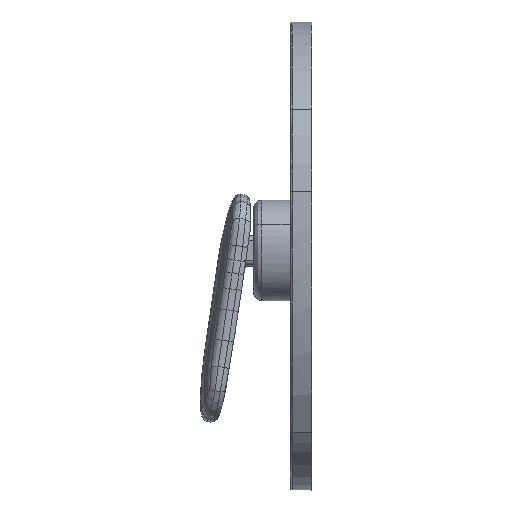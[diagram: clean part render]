
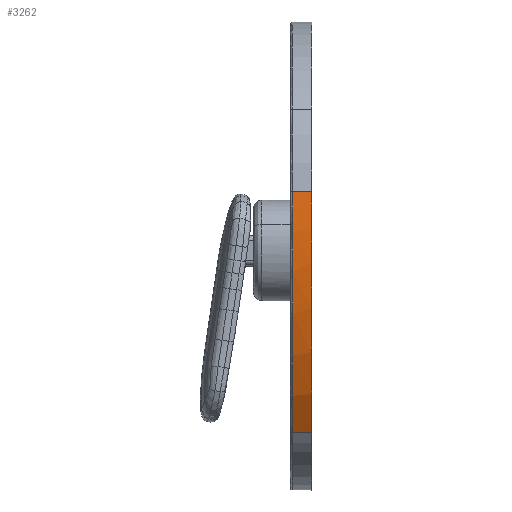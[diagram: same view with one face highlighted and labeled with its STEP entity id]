
A CAD part, front view. The second image highlights one B-rep face of the part: STEP entity #3262.
In plain terms, the highlighted free-form (B-spline) face has degree [3, 1] with [11, 2] control points.
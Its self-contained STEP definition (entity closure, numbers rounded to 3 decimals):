
#75=(
BOUNDED_CURVE()
B_SPLINE_CURVE(3,(#7692,#7693,#7694,#7695,#7696,#7697,#7698,#7699,#7700,
#7701,#7702,#7703,#7704,#7705,#7706,#7707,#7708,#7709,#7710,#7711,#7712),
 .UNSPECIFIED.,.F.,.F.)
B_SPLINE_CURVE_WITH_KNOTS((4,1,1,1,1,1,1,1,1,1,1,1,1,1,1,1,1,1,4),(0.,
0.,0.053,0.115,0.18,0.242,0.298,
0.35,0.401,0.452,0.504,0.555,
0.607,0.659,0.715,0.776,0.843,
0.918,1.),.UNSPECIFIED.)
CURVE()
GEOMETRIC_REPRESENTATION_ITEM()
RATIONAL_B_SPLINE_CURVE((1.172,1.172,1.172,1.172,
1.172,1.172,1.172,1.172,1.172,
1.172,1.172,1.172,1.172,1.172,
1.172,1.172,1.172,1.172,1.172,
1.172,1.172))
REPRESENTATION_ITEM('')
);
#81=B_SPLINE_SURFACE_WITH_KNOTS('',3,1,((#8169,#8170),(#8171,#8172),(#8173,
#8174),(#8175,#8176),(#8177,#8178),(#8179,#8180),(#8181,#8182),(#8183,#8184),
(#8185,#8186),(#8187,#8188),(#8189,#8190)),.UNSPECIFIED.,.F.,.F.,.F.,(4,
1,1,1,1,1,1,1,4),(2,2),(0.,0.01,0.167,0.319,
0.465,0.605,0.739,0.868,1.),(0.,
1.102),.UNSPECIFIED.);
#281=B_SPLINE_CURVE_WITH_KNOTS('',3,(#6218,#6219,#6220,#6221,#6222,#6223,
#6224,#6225,#6226,#6227),.UNSPECIFIED.,.F.,.F.,(4,1,1,1,1,1,1,4),(0.,0.125,
0.256,0.393,0.536,0.685,0.839,
1.),.UNSPECIFIED.);
#298=B_SPLINE_CURVE_WITH_KNOTS('',3,(#8191,#8192,#8193,#8194),
 .UNSPECIFIED.,.F.,.F.,(4,4),(0.,1.),.UNSPECIFIED.);
#709=FACE_OUTER_BOUND('',#958,.T.);
#958=EDGE_LOOP('',(#2333,#2334,#2335,#2336));
#1188=LINE('',#8168,#1253);
#1253=VECTOR('',#3750,9.);
#1399=VERTEX_POINT('',#6209);
#1400=VERTEX_POINT('',#6217);
#1413=VERTEX_POINT('',#7575);
#1414=VERTEX_POINT('',#7691);
#1702=EDGE_CURVE('',#1400,#1399,#281,.T.);
#1720=EDGE_CURVE('',#1413,#1414,#75,.T.);
#1730=EDGE_CURVE('',#1400,#1413,#1188,.T.);
#1731=EDGE_CURVE('',#1399,#1414,#298,.T.);
#2333=ORIENTED_EDGE('',*,*,#1720,.F.);
#2334=ORIENTED_EDGE('',*,*,#1730,.F.);
#2335=ORIENTED_EDGE('',*,*,#1702,.T.);
#2336=ORIENTED_EDGE('',*,*,#1731,.T.);
#3262=ADVANCED_FACE('',(#709),#81,.F.);
#3750=DIRECTION('',(0.,-1.,0.));
#6209=CARTESIAN_POINT('',(87.975,0.,87.41));
#6217=CARTESIAN_POINT('',(60.444,0.,-26.63));
#6218=CARTESIAN_POINT('Ctrl Pts',(60.444,0.,-26.63));
#6219=CARTESIAN_POINT('Ctrl Pts',(63.374,0.,-22.593));
#6220=CARTESIAN_POINT('Ctrl Pts',(68.839,0.,-13.929));
#6221=CARTESIAN_POINT('Ctrl Pts',(75.576,0.,0.261));
#6222=CARTESIAN_POINT('Ctrl Pts',(80.964,0.,15.757));
#6223=CARTESIAN_POINT('Ctrl Pts',(85.215,0.,32.33));
#6224=CARTESIAN_POINT('Ctrl Pts',(87.974,0.,49.939));
#6225=CARTESIAN_POINT('Ctrl Pts',(89.063,0.,68.439));
#6226=CARTESIAN_POINT('Ctrl Pts',(88.55,0.,81.029));
#6227=CARTESIAN_POINT('Ctrl Pts',(87.975,0.,87.41));
#7575=CARTESIAN_POINT('',(60.444,-9.,-26.63));
#7691=CARTESIAN_POINT('',(87.973,-9.,87.432));
#7692=CARTESIAN_POINT('Ctrl Pts',(60.444,-9.,-26.63));
#7693=CARTESIAN_POINT('Ctrl Pts',(60.444,-9.,-26.63));
#7694=CARTESIAN_POINT('Ctrl Pts',(61.693,-9.,-24.909));
#7695=CARTESIAN_POINT('Ctrl Pts',(64.285,-9.,-21.12));
#7696=CARTESIAN_POINT('Ctrl Pts',(67.999,-9.,-14.966));
#7697=CARTESIAN_POINT('Ctrl Pts',(71.51,-9.,-8.273));
#7698=CARTESIAN_POINT('Ctrl Pts',(74.543,-9.,-1.607));
#7699=CARTESIAN_POINT('Ctrl Pts',(77.05,-9.,4.703));
#7700=CARTESIAN_POINT('Ctrl Pts',(79.144,-9.,10.664));
#7701=CARTESIAN_POINT('Ctrl Pts',(80.984,-9.,16.527));
#7702=CARTESIAN_POINT('Ctrl Pts',(82.643,-9.,22.443));
#7703=CARTESIAN_POINT('Ctrl Pts',(84.119,-9.,28.434));
#7704=CARTESIAN_POINT('Ctrl Pts',(85.393,-9.,34.47));
#7705=CARTESIAN_POINT('Ctrl Pts',(86.47,-9.,40.58));
#7706=CARTESIAN_POINT('Ctrl Pts',(87.365,-9.,46.889));
#7707=CARTESIAN_POINT('Ctrl Pts',(88.08,-9.,53.599));
#7708=CARTESIAN_POINT('Ctrl Pts',(88.587,-9.,60.922));
#7709=CARTESIAN_POINT('Ctrl Pts',(88.817,-9.,69.013));
#7710=CARTESIAN_POINT('Ctrl Pts',(88.671,-9.,77.947));
#7711=CARTESIAN_POINT('Ctrl Pts',(88.267,-9.,84.178));
#7712=CARTESIAN_POINT('Ctrl Pts',(87.973,-9.,87.432));
#8168=CARTESIAN_POINT('',(60.444,0.,-26.63));
#8169=CARTESIAN_POINT('Ctrl Pts',(87.862,0.09,88.624));
#8170=CARTESIAN_POINT('Ctrl Pts',(87.862,-10.926,88.624));
#8171=CARTESIAN_POINT('Ctrl Pts',(87.901,0.09,88.219));
#8172=CARTESIAN_POINT('Ctrl Pts',(87.901,-10.926,88.219));
#8173=CARTESIAN_POINT('Ctrl Pts',(88.533,0.09,81.436));
#8174=CARTESIAN_POINT('Ctrl Pts',(88.533,-10.926,81.436));
#8175=CARTESIAN_POINT('Ctrl Pts',(89.063,0.09,68.439));
#8176=CARTESIAN_POINT('Ctrl Pts',(89.063,-10.926,68.439));
#8177=CARTESIAN_POINT('Ctrl Pts',(87.974,0.09,49.939));
#8178=CARTESIAN_POINT('Ctrl Pts',(87.974,-10.926,49.939));
#8179=CARTESIAN_POINT('Ctrl Pts',(85.215,0.09,32.33));
#8180=CARTESIAN_POINT('Ctrl Pts',(85.215,-10.926,32.33));
#8181=CARTESIAN_POINT('Ctrl Pts',(80.964,0.09,15.757));
#8182=CARTESIAN_POINT('Ctrl Pts',(80.964,-10.926,15.757));
#8183=CARTESIAN_POINT('Ctrl Pts',(75.576,0.09,0.261));
#8184=CARTESIAN_POINT('Ctrl Pts',(75.576,-10.926,0.261));
#8185=CARTESIAN_POINT('Ctrl Pts',(68.667,0.09,-14.29));
#8186=CARTESIAN_POINT('Ctrl Pts',(68.667,-10.926,-14.29));
#8187=CARTESIAN_POINT('Ctrl Pts',(62.945,0.09,-23.269));
#8188=CARTESIAN_POINT('Ctrl Pts',(62.945,-10.926,-23.269));
#8189=CARTESIAN_POINT('Ctrl Pts',(59.736,0.09,-27.595));
#8190=CARTESIAN_POINT('Ctrl Pts',(59.736,-10.926,-27.595));
#8191=CARTESIAN_POINT('Ctrl Pts',(87.975,0.,87.41));
#8192=CARTESIAN_POINT('Ctrl Pts',(87.975,-3.,87.41));
#8193=CARTESIAN_POINT('Ctrl Pts',(87.973,-6.,87.432));
#8194=CARTESIAN_POINT('Ctrl Pts',(87.973,-9.,87.432));
